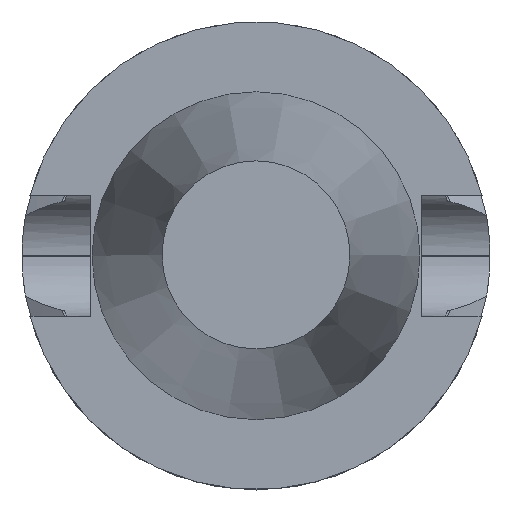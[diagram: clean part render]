
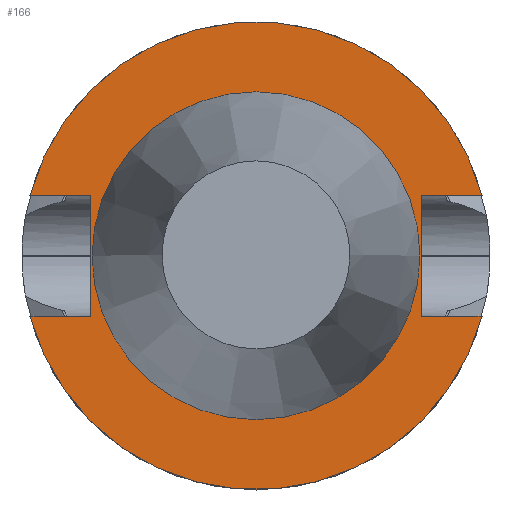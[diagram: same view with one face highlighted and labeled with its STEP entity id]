
A CAD part, top view. The second image highlights one B-rep face of the part: STEP entity #166.
In plain terms, the highlighted planar face has unit normal (0, 0, 1).
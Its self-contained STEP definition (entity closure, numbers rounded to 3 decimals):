
#74=LINE('',#929,#110);
#75=LINE('',#932,#111);
#76=LINE('',#933,#112);
#77=LINE('',#935,#113);
#78=LINE('',#937,#114);
#79=LINE('',#938,#115);
#110=VECTOR('',#754,1.);
#111=VECTOR('',#755,1.);
#112=VECTOR('',#756,1.);
#113=VECTOR('',#757,1.);
#114=VECTOR('',#758,1.);
#115=VECTOR('',#759,1.);
#144=FACE_BOUND('',#246,.T.);
#145=FACE_BOUND('',#247,.T.);
#166=ADVANCED_FACE('CU_FL_SU_5',(#144,#145),#200,.F.);
#200=PLANE('',#666);
#246=EDGE_LOOP('',(#298,#299,#300,#301,#302,#303,#304,#305));
#247=EDGE_LOOP('',(#306));
#298=ORIENTED_EDGE('',*,*,#520,.T.);
#299=ORIENTED_EDGE('',*,*,#521,.T.);
#300=ORIENTED_EDGE('',*,*,#515,.F.);
#301=ORIENTED_EDGE('',*,*,#522,.F.);
#302=ORIENTED_EDGE('',*,*,#523,.F.);
#303=ORIENTED_EDGE('',*,*,#524,.T.);
#304=ORIENTED_EDGE('',*,*,#519,.F.);
#305=ORIENTED_EDGE('',*,*,#525,.F.);
#306=ORIENTED_EDGE('',*,*,#526,.T.);
#454=VERTEX_POINT('',#912);
#457=VERTEX_POINT('',#917);
#459=VERTEX_POINT('',#922);
#461=VERTEX_POINT('',#926);
#462=VERTEX_POINT('',#930);
#463=VERTEX_POINT('',#931);
#464=VERTEX_POINT('',#934);
#465=VERTEX_POINT('',#936);
#466=VERTEX_POINT('',#940);
#515=EDGE_CURVE('',#457,#454,#595,.T.);
#519=EDGE_CURVE('',#461,#459,#597,.T.);
#520=EDGE_CURVE('',#462,#463,#74,.T.);
#521=EDGE_CURVE('',#463,#454,#75,.T.);
#522=EDGE_CURVE('',#464,#457,#76,.T.);
#523=EDGE_CURVE('',#465,#464,#77,.T.);
#524=EDGE_CURVE('',#465,#459,#78,.T.);
#525=EDGE_CURVE('',#462,#461,#79,.T.);
#526=EDGE_CURVE('',#466,#466,#598,.T.);
#595=CIRCLE('',#660,49.987);
#597=CIRCLE('',#663,49.987);
#598=CIRCLE('',#665,34.7);
#660=AXIS2_PLACEMENT_3D('',#918,#742,#743);
#663=AXIS2_PLACEMENT_3D('',#927,#750,#751);
#665=AXIS2_PLACEMENT_3D('',#939,#760,#761);
#666=AXIS2_PLACEMENT_3D('',#941,#762,#763);
#742=DIRECTION('',(0.,0.,-1.));
#743=DIRECTION('',(-1.,0.,0.));
#750=DIRECTION('',(0.,0.,-1.));
#751=DIRECTION('',(-1.,0.,0.));
#754=DIRECTION('',(0.,1.,0.));
#755=DIRECTION('',(1.,0.,0.));
#756=DIRECTION('',(-1.,0.,0.));
#757=DIRECTION('',(0.,1.,0.));
#758=DIRECTION('',(-1.,0.,0.));
#759=DIRECTION('',(1.,0.,0.));
#760=DIRECTION('',(0.,0.,-1.));
#761=DIRECTION('',(-1.,0.,0.));
#762=DIRECTION('',(0.,0.,-1.));
#763=DIRECTION('',(-1.,0.,0.));
#912=CARTESIAN_POINT('',(48.293,12.903,-1.5));
#917=CARTESIAN_POINT('',(-48.293,12.903,-1.5));
#918=CARTESIAN_POINT('',(0.,0.,-1.5));
#922=CARTESIAN_POINT('',(-48.293,-12.903,-1.5));
#926=CARTESIAN_POINT('',(48.293,-12.903,-1.5));
#927=CARTESIAN_POINT('',(0.,0.,-1.5));
#929=CARTESIAN_POINT('',(35.3,34.7,-1.5));
#930=CARTESIAN_POINT('',(35.3,-12.903,-1.5));
#931=CARTESIAN_POINT('',(35.3,12.903,-1.5));
#932=CARTESIAN_POINT('',(-59.987,12.903,-1.5));
#933=CARTESIAN_POINT('',(0.,12.903,-1.5));
#934=CARTESIAN_POINT('',(-35.3,12.903,-1.5));
#935=CARTESIAN_POINT('',(-35.3,34.7,-1.5));
#936=CARTESIAN_POINT('',(-35.3,-12.903,-1.5));
#937=CARTESIAN_POINT('',(-59.987,-12.903,-1.5));
#938=CARTESIAN_POINT('',(0.,-12.903,-1.5));
#939=CARTESIAN_POINT('',(0.,0.,-1.5));
#940=CARTESIAN_POINT('',(-34.7,0.,-1.5));
#941=CARTESIAN_POINT('',(0.,34.7,-1.5));
